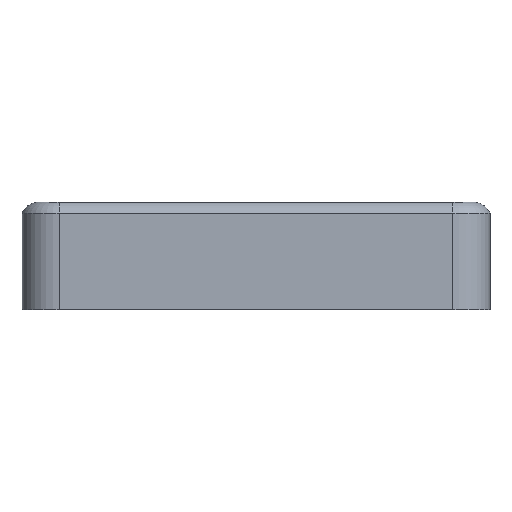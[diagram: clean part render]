
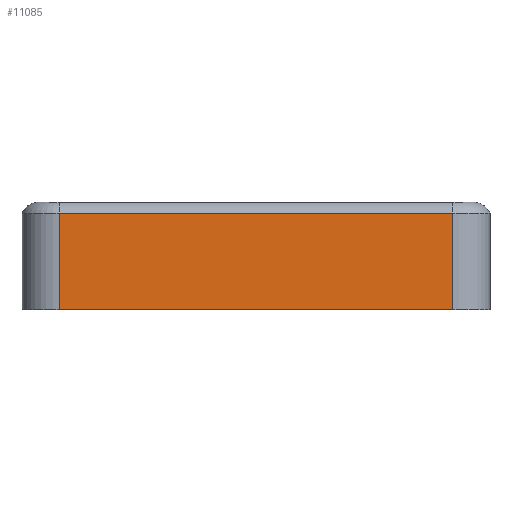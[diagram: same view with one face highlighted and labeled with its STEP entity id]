
A CAD part, left-side view. The second image highlights one B-rep face of the part: STEP entity #11085.
In plain terms, the highlighted planar face has unit normal (-1, 0, 0).
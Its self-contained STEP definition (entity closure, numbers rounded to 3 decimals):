
#1096=PLANE('',#11755);
#1307=FACE_OUTER_BOUND('',#1909,.T.);
#1909=EDGE_LOOP('',(#7656,#7657,#7658,#7659));
#2663=LINE('',#14501,#3569);
#2676=LINE('',#14534,#3582);
#2681=LINE('',#14556,#3587);
#2706=LINE('',#14624,#3612);
#3569=VECTOR('',#12347,10.);
#3582=VECTOR('',#12370,10.);
#3587=VECTOR('',#12393,10.);
#3612=VECTOR('',#12468,10.);
#4741=VERTEX_POINT('',#14498);
#4742=VERTEX_POINT('',#14500);
#4757=VERTEX_POINT('',#14532);
#4765=VERTEX_POINT('',#14554);
#5863=EDGE_CURVE('',#4741,#4742,#2663,.T.);
#5880=EDGE_CURVE('',#4757,#4741,#2676,.T.);
#5891=EDGE_CURVE('',#4765,#4757,#2681,.T.);
#5925=EDGE_CURVE('',#4742,#4765,#2706,.T.);
#7656=ORIENTED_EDGE('',*,*,#5863,.F.);
#7657=ORIENTED_EDGE('',*,*,#5880,.F.);
#7658=ORIENTED_EDGE('',*,*,#5891,.F.);
#7659=ORIENTED_EDGE('',*,*,#5925,.F.);
#11085=ADVANCED_FACE('',(#1307),#1096,.T.);
#11755=AXIS2_PLACEMENT_3D('',#14623,#12466,#12467);
#12347=DIRECTION('',(0.,0.,-1.));
#12370=DIRECTION('',(0.,-1.,0.));
#12393=DIRECTION('',(0.,0.,1.));
#12466=DIRECTION('center_axis',(-1.,0.,0.));
#12467=DIRECTION('ref_axis',(0.,-1.,0.));
#12468=DIRECTION('',(0.,1.,0.));
#14498=CARTESIAN_POINT('',(-91.892,-8.5,13.));
#14500=CARTESIAN_POINT('',(-91.892,-8.5,0.));
#14501=CARTESIAN_POINT('',(-91.892,-8.5,0.));
#14532=CARTESIAN_POINT('',(-91.892,44.363,13.));
#14534=CARTESIAN_POINT('',(-91.892,-13.5,13.));
#14554=CARTESIAN_POINT('',(-91.892,44.363,0.));
#14556=CARTESIAN_POINT('',(-91.892,44.363,0.));
#14623=CARTESIAN_POINT('Origin',(-91.892,49.363,0.));
#14624=CARTESIAN_POINT('',(-91.892,-13.5,0.));
